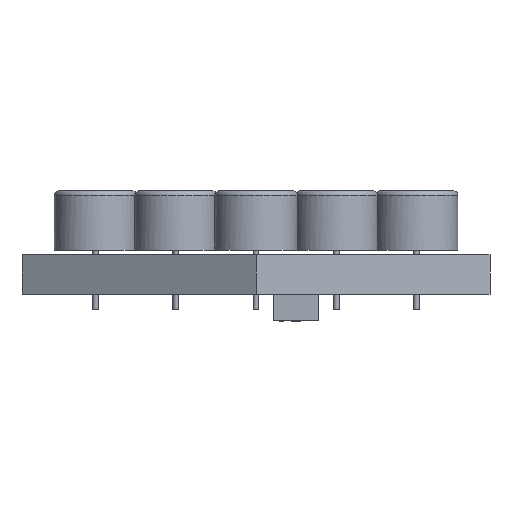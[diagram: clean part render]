
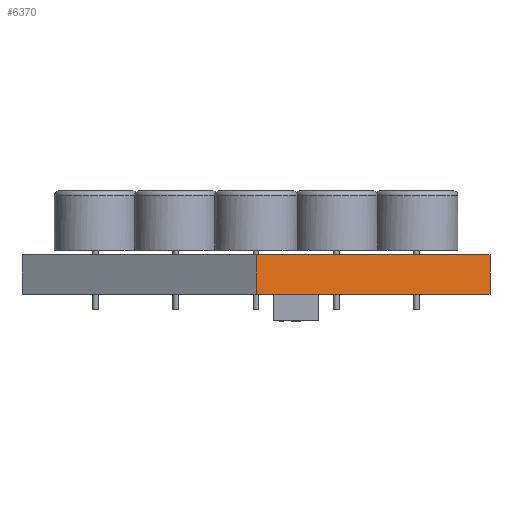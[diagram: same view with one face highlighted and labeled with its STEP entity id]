
A CAD part, front view. The second image highlights one B-rep face of the part: STEP entity #6370.
In plain terms, the highlighted planar face has unit normal (0.5, -0.866, 0).
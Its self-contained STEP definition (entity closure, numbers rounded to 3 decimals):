
#6254 = EDGE_CURVE('',#6255,#6257,#6259,.T.);
#6255 = VERTEX_POINT('',#6256);
#6256 = CARTESIAN_POINT('',(27.713,-16.,0.));
#6257 = VERTEX_POINT('',#6258);
#6258 = CARTESIAN_POINT('',(27.713,-16.,4.69));
#6259 = SURFACE_CURVE('',#6260,(#6264,#6276),.PCURVE_S1.);
#6260 = LINE('',#6261,#6262);
#6261 = CARTESIAN_POINT('',(27.713,-16.,0.));
#6262 = VECTOR('',#6263,1.);
#6263 = DIRECTION('',(0.,0.,1.));
#6264 = PCURVE('',#6265,#6270);
#6265 = PLANE('',#6266);
#6266 = AXIS2_PLACEMENT_3D('',#6267,#6268,#6269);
#6267 = CARTESIAN_POINT('',(27.713,-16.,0.));
#6268 = DIRECTION('',(-1.,0.,0.));
#6269 = DIRECTION('',(0.,1.,0.));
#6270 = DEFINITIONAL_REPRESENTATION('',(#6271),#6275);
#6271 = LINE('',#6272,#6273);
#6272 = CARTESIAN_POINT('',(0.,0.));
#6273 = VECTOR('',#6274,1.);
#6274 = DIRECTION('',(0.,-1.));
#6275 = ( GEOMETRIC_REPRESENTATION_CONTEXT(2) 
PARAMETRIC_REPRESENTATION_CONTEXT() REPRESENTATION_CONTEXT('2D SPACE',''
  ) );
#6276 = PCURVE('',#6277,#6282);
#6277 = PLANE('',#6278);
#6278 = AXIS2_PLACEMENT_3D('',#6279,#6280,#6281);
#6279 = CARTESIAN_POINT('',(0.,-32.,0.));
#6280 = DIRECTION('',(-0.5,0.866,0.));
#6281 = DIRECTION('',(0.866,0.5,0.));
#6282 = DEFINITIONAL_REPRESENTATION('',(#6283),#6287);
#6283 = LINE('',#6284,#6285);
#6284 = CARTESIAN_POINT('',(32.,0.));
#6285 = VECTOR('',#6286,1.);
#6286 = DIRECTION('',(0.,-1.));
#6287 = ( GEOMETRIC_REPRESENTATION_CONTEXT(2) 
PARAMETRIC_REPRESENTATION_CONTEXT() REPRESENTATION_CONTEXT('2D SPACE',''
  ) );
#6305 = PLANE('',#6306);
#6306 = AXIS2_PLACEMENT_3D('',#6307,#6308,#6309);
#6307 = CARTESIAN_POINT('',(0.,0.,4.69)
  );
#6308 = DIRECTION('',(0.,0.,1.));
#6309 = DIRECTION('',(1.,0.,-0.));
#6359 = PLANE('',#6360);
#6360 = AXIS2_PLACEMENT_3D('',#6361,#6362,#6363);
#6361 = CARTESIAN_POINT('',(0.,0.,0.));
#6362 = DIRECTION('',(0.,0.,1.));
#6363 = DIRECTION('',(1.,0.,-0.));
#6370 = ADVANCED_FACE('',(#6371),#6277,.F.);
#6371 = FACE_BOUND('',#6372,.F.);
#6372 = EDGE_LOOP('',(#6373,#6403,#6424,#6425));
#6373 = ORIENTED_EDGE('',*,*,#6374,.T.);
#6374 = EDGE_CURVE('',#6375,#6377,#6379,.T.);
#6375 = VERTEX_POINT('',#6376);
#6376 = CARTESIAN_POINT('',(0.,-32.,0.));
#6377 = VERTEX_POINT('',#6378);
#6378 = CARTESIAN_POINT('',(0.,-32.,4.69));
#6379 = SURFACE_CURVE('',#6380,(#6384,#6391),.PCURVE_S1.);
#6380 = LINE('',#6381,#6382);
#6381 = CARTESIAN_POINT('',(0.,-32.,0.));
#6382 = VECTOR('',#6383,1.);
#6383 = DIRECTION('',(0.,0.,1.));
#6384 = PCURVE('',#6277,#6385);
#6385 = DEFINITIONAL_REPRESENTATION('',(#6386),#6390);
#6386 = LINE('',#6387,#6388);
#6387 = CARTESIAN_POINT('',(0.,0.));
#6388 = VECTOR('',#6389,1.);
#6389 = DIRECTION('',(0.,-1.));
#6390 = ( GEOMETRIC_REPRESENTATION_CONTEXT(2) 
PARAMETRIC_REPRESENTATION_CONTEXT() REPRESENTATION_CONTEXT('2D SPACE',''
  ) );
#6391 = PCURVE('',#6392,#6397);
#6392 = PLANE('',#6393);
#6393 = AXIS2_PLACEMENT_3D('',#6394,#6395,#6396);
#6394 = CARTESIAN_POINT('',(-27.713,-16.,0.));
#6395 = DIRECTION('',(0.5,0.866,-0.));
#6396 = DIRECTION('',(0.866,-0.5,0.));
#6397 = DEFINITIONAL_REPRESENTATION('',(#6398),#6402);
#6398 = LINE('',#6399,#6400);
#6399 = CARTESIAN_POINT('',(32.,0.));
#6400 = VECTOR('',#6401,1.);
#6401 = DIRECTION('',(0.,-1.));
#6402 = ( GEOMETRIC_REPRESENTATION_CONTEXT(2) 
PARAMETRIC_REPRESENTATION_CONTEXT() REPRESENTATION_CONTEXT('2D SPACE',''
  ) );
#6403 = ORIENTED_EDGE('',*,*,#6404,.T.);
#6404 = EDGE_CURVE('',#6377,#6257,#6405,.T.);
#6405 = SURFACE_CURVE('',#6406,(#6410,#6417),.PCURVE_S1.);
#6406 = LINE('',#6407,#6408);
#6407 = CARTESIAN_POINT('',(0.,-32.,4.69));
#6408 = VECTOR('',#6409,1.);
#6409 = DIRECTION('',(0.866,0.5,0.));
#6410 = PCURVE('',#6277,#6411);
#6411 = DEFINITIONAL_REPRESENTATION('',(#6412),#6416);
#6412 = LINE('',#6413,#6414);
#6413 = CARTESIAN_POINT('',(0.,-4.69));
#6414 = VECTOR('',#6415,1.);
#6415 = DIRECTION('',(1.,0.));
#6416 = ( GEOMETRIC_REPRESENTATION_CONTEXT(2) 
PARAMETRIC_REPRESENTATION_CONTEXT() REPRESENTATION_CONTEXT('2D SPACE',''
  ) );
#6417 = PCURVE('',#6305,#6418);
#6418 = DEFINITIONAL_REPRESENTATION('',(#6419),#6423);
#6419 = LINE('',#6420,#6421);
#6420 = CARTESIAN_POINT('',(0.,-32.));
#6421 = VECTOR('',#6422,1.);
#6422 = DIRECTION('',(0.866,0.5));
#6423 = ( GEOMETRIC_REPRESENTATION_CONTEXT(2) 
PARAMETRIC_REPRESENTATION_CONTEXT() REPRESENTATION_CONTEXT('2D SPACE',''
  ) );
#6424 = ORIENTED_EDGE('',*,*,#6254,.F.);
#6425 = ORIENTED_EDGE('',*,*,#6426,.F.);
#6426 = EDGE_CURVE('',#6375,#6255,#6427,.T.);
#6427 = SURFACE_CURVE('',#6428,(#6432,#6439),.PCURVE_S1.);
#6428 = LINE('',#6429,#6430);
#6429 = CARTESIAN_POINT('',(0.,-32.,0.));
#6430 = VECTOR('',#6431,1.);
#6431 = DIRECTION('',(0.866,0.5,0.));
#6432 = PCURVE('',#6277,#6433);
#6433 = DEFINITIONAL_REPRESENTATION('',(#6434),#6438);
#6434 = LINE('',#6435,#6436);
#6435 = CARTESIAN_POINT('',(0.,0.));
#6436 = VECTOR('',#6437,1.);
#6437 = DIRECTION('',(1.,0.));
#6438 = ( GEOMETRIC_REPRESENTATION_CONTEXT(2) 
PARAMETRIC_REPRESENTATION_CONTEXT() REPRESENTATION_CONTEXT('2D SPACE',''
  ) );
#6439 = PCURVE('',#6359,#6440);
#6440 = DEFINITIONAL_REPRESENTATION('',(#6441),#6445);
#6441 = LINE('',#6442,#6443);
#6442 = CARTESIAN_POINT('',(0.,-32.));
#6443 = VECTOR('',#6444,1.);
#6444 = DIRECTION('',(0.866,0.5));
#6445 = ( GEOMETRIC_REPRESENTATION_CONTEXT(2) 
PARAMETRIC_REPRESENTATION_CONTEXT() REPRESENTATION_CONTEXT('2D SPACE',''
  ) );
